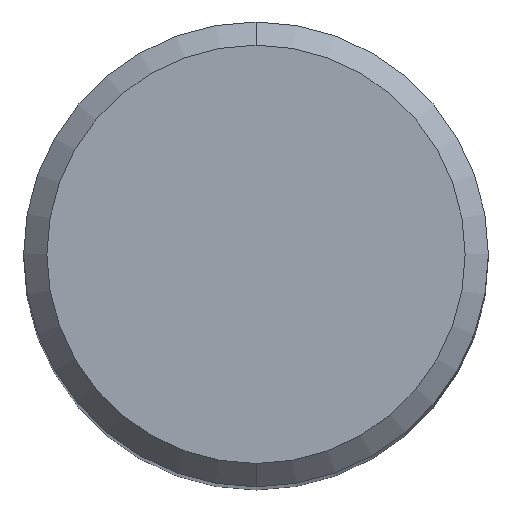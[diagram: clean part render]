
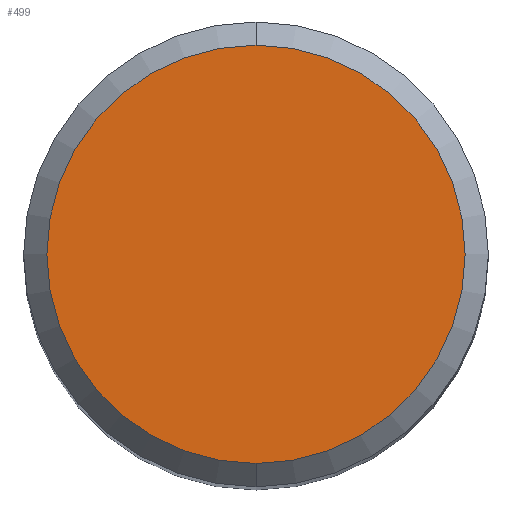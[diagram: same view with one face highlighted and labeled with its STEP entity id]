
A CAD part, top view. The second image highlights one B-rep face of the part: STEP entity #499.
In plain terms, the highlighted planar face has unit normal (0, 0, 1).
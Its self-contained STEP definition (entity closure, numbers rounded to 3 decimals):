
#411=VERTEX_POINT('',#1017);
#499=ADVANCED_FACE('',(#1115),#1116,.T.);
#565=EDGE_CURVE('',#411,#833,#1187,.T.);
#765=EDGE_CURVE('',#833,#411,#1404,.T.);
#833=VERTEX_POINT('',#1479);
#1017=CARTESIAN_POINT('',(0.0,4.5,0.0));
#1115=FACE_OUTER_BOUND('',#3964,.T.);
#1116=PLANE('',#3965);
#1187=CIRCLE('',#4229,4.5);
#1404=CIRCLE('',#4935,4.5);
#1479=CARTESIAN_POINT('',(0.,-4.5,0.0));
#3964=EDGE_LOOP('',(#6265,#6266));
#3965=AXIS2_PLACEMENT_3D('',#6267,#6268,#6269);
#4229=AXIS2_PLACEMENT_3D('',#6322,#6323,#6324);
#4935=AXIS2_PLACEMENT_3D('',#6522,#6523,#6524);
#6265=ORIENTED_EDGE('',*,*,#565,.F.);
#6266=ORIENTED_EDGE('',*,*,#765,.F.);
#6267=CARTESIAN_POINT('',(0.0,2.25,0.0));
#6268=DIRECTION('',(-0.0,0.0,1.0));
#6269=DIRECTION('',(0.0,-1.0,0.0));
#6322=CARTESIAN_POINT('',(0.0,0.0,0.0));
#6323=DIRECTION('',(0.0,0.0,-1.0));
#6324=DIRECTION('',(0.0,1.0,0.0));
#6522=CARTESIAN_POINT('',(0.0,0.0,0.0));
#6523=DIRECTION('',(0.0,0.0,-1.0));
#6524=DIRECTION('',(0.0,1.0,0.0));
